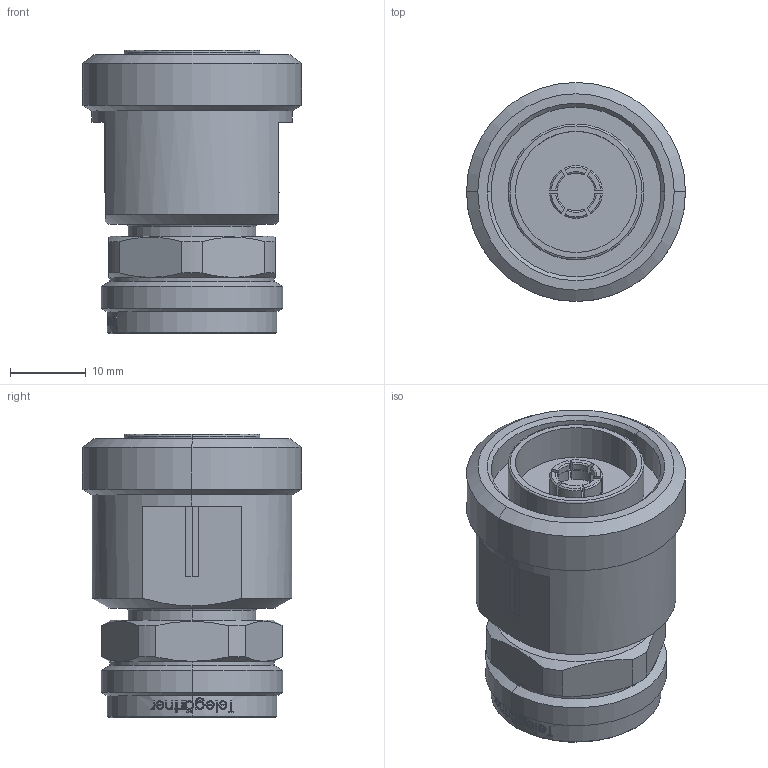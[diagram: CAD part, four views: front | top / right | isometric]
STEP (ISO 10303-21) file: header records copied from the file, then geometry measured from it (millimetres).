
FILE_DESCRIPTION (( 'STEP AP214' ), '1' );
FILE_NAME ('J01122C0014.STEP', '2018-11-12T15:35:43', ( '' ), ( '' ), 'SwSTEP 2.0', 'SolidWorks 2017', '' );
FILE_SCHEMA (( 'AUTOMOTIVE_DESIGN' ));
Length unit declared in the file: millimetre
Products named in the file (1): J01122C0014
Bounding box: 29 x 29 x 37.5 mm (x, y, z)
Volume: 16064.6 mm3; surface area: 5897.5 mm2
Topology: 1 solids, 1 shells, 309 faces, 790 edges, 514 vertices
Faces by surface type: plane 99, bspline 83, cylinder 73, cone 38, torus 16
Entity records: 19296 total; most frequent: CARTESIAN_POINT 9161, ORIENTED_EDGE 1580, DIRECTION 1135, EDGE_CURVE 790, VERTEX_POINT 514, AXIS2_PLACEMENT_3D 445, EDGE_LOOP 340, B_SPLINE_CURVE_WITH_KNOTS 327
